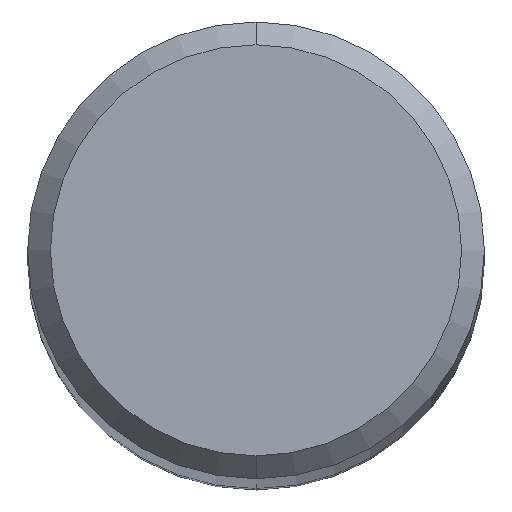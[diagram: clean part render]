
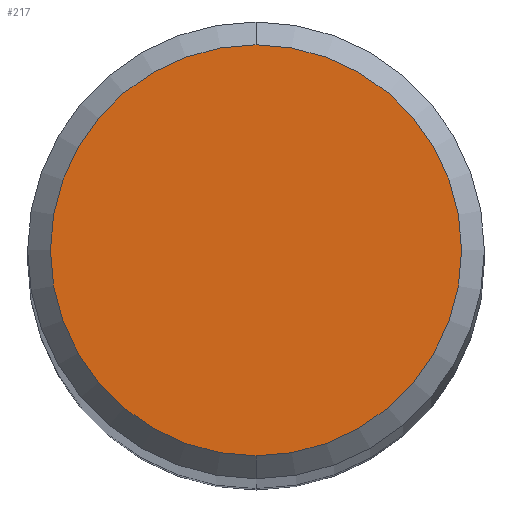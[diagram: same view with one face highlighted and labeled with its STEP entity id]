
A CAD part, top view. The second image highlights one B-rep face of the part: STEP entity #217.
In plain terms, the highlighted planar face has unit normal (0, 0, 1).
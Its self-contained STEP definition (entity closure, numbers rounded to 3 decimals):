
#177=VERTEX_POINT('',#446);
#217=ADVANCED_FACE('',(#492),#493,.T.);
#257=VERTEX_POINT('',#537);
#285=EDGE_CURVE('',#257,#177,#570,.T.);
#339=EDGE_CURVE('',#177,#257,#626,.T.);
#446=CARTESIAN_POINT('',(0.,-5.4,0.0));
#492=FACE_OUTER_BOUND('',#868,.T.);
#493=PLANE('',#869);
#537=CARTESIAN_POINT('',(0.0,5.4,0.0));
#570=CIRCLE('',#1078,5.4);
#626=CIRCLE('',#1197,5.4);
#868=EDGE_LOOP('',(#1422,#1423));
#869=AXIS2_PLACEMENT_3D('',#1424,#1425,#1426);
#1078=AXIS2_PLACEMENT_3D('',#1525,#1526,#1527);
#1197=AXIS2_PLACEMENT_3D('',#1574,#1575,#1576);
#1422=ORIENTED_EDGE('',*,*,#285,.F.);
#1423=ORIENTED_EDGE('',*,*,#339,.F.);
#1424=CARTESIAN_POINT('',(0.0,2.7,0.0));
#1425=DIRECTION('',(-0.0,0.0,1.0));
#1426=DIRECTION('',(0.0,-1.0,0.0));
#1525=CARTESIAN_POINT('',(0.0,0.0,0.0));
#1526=DIRECTION('',(0.0,0.0,-1.0));
#1527=DIRECTION('',(0.0,1.0,0.0));
#1574=CARTESIAN_POINT('',(0.0,0.0,0.0));
#1575=DIRECTION('',(0.0,0.0,-1.0));
#1576=DIRECTION('',(0.0,1.0,0.0));
